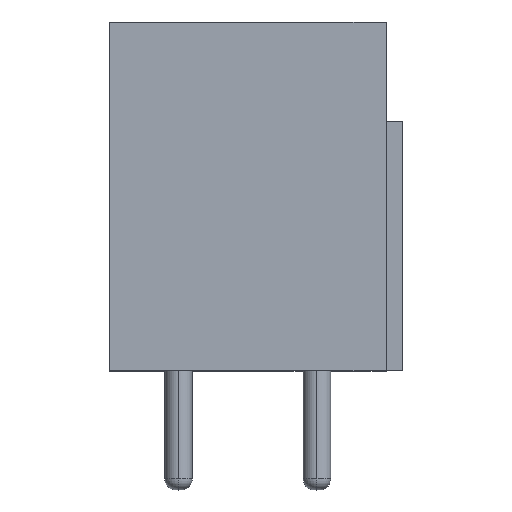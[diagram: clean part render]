
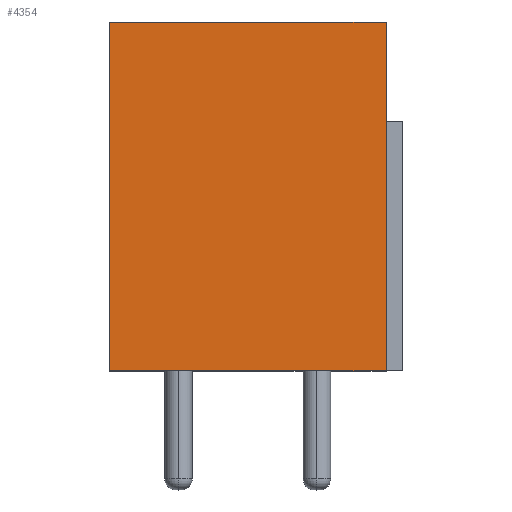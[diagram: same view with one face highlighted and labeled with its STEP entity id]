
A CAD part, top view. The second image highlights one B-rep face of the part: STEP entity #4354.
In plain terms, the highlighted planar face has unit normal (0, 0, 1).
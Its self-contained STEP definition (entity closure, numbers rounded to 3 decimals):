
#88 = LINE ( 'NONE', #1470, #5102 ) ;
#342 = VERTEX_POINT ( 'NONE', #3236 ) ;
#503 = DIRECTION ( 'NONE',  ( -1., 0., 0. ) ) ;
#524 = DIRECTION ( 'NONE',  ( 0., 0., -1. ) ) ;
#558 = CARTESIAN_POINT ( 'NONE',  ( 10., 0., 0. ) ) ;
#613 = VECTOR ( 'NONE', #2263, 1000. ) ;
#835 = EDGE_CURVE ( 'NONE', #342, #3546, #88, .T. ) ;
#934 = PLANE ( 'NONE',  #1496 ) ;
#1137 = ORIENTED_EDGE ( 'NONE', *, *, #1709, .T. ) ;
#1378 = CARTESIAN_POINT ( 'NONE',  ( 10., 0., 0. ) ) ;
#1470 = CARTESIAN_POINT ( 'NONE',  ( 10., 0., 0. ) ) ;
#1496 = AXIS2_PLACEMENT_3D ( 'NONE', #1378, #524, #2939 ) ;
#1517 = ORIENTED_EDGE ( 'NONE', *, *, #4492, .T. ) ;
#1606 = VECTOR ( 'NONE', #3014, 1000. ) ;
#1706 = ORIENTED_EDGE ( 'NONE', *, *, #3999, .F. ) ;
#1709 = EDGE_CURVE ( 'NONE', #342, #3869, #2008, .T. ) ;
#1825 = CARTESIAN_POINT ( 'NONE',  ( 10., 12.6, 0. ) ) ;
#1928 = VERTEX_POINT ( 'NONE', #3882 ) ;
#2008 = LINE ( 'NONE', #1825, #613 ) ;
#2263 = DIRECTION ( 'NONE',  ( -1., 0., 0. ) ) ;
#2540 = LINE ( 'NONE', #4984, #1606 ) ;
#2542 = FACE_OUTER_BOUND ( 'NONE', #4505, .T. ) ;
#2735 = VECTOR ( 'NONE', #503, 1000. ) ;
#2939 = DIRECTION ( 'NONE',  ( -1., 0., 0. ) ) ;
#2997 = DIRECTION ( 'NONE',  ( 0., -1., 0. ) ) ;
#3014 = DIRECTION ( 'NONE',  ( 0., -1., 0. ) ) ;
#3236 = CARTESIAN_POINT ( 'NONE',  ( 10., 12.6, 0. ) ) ;
#3546 = VERTEX_POINT ( 'NONE', #558 ) ;
#3567 = CARTESIAN_POINT ( 'NONE',  ( 0., 12.6, 0. ) ) ;
#3869 = VERTEX_POINT ( 'NONE', #3567 ) ;
#3882 = CARTESIAN_POINT ( 'NONE',  ( 0., 0., 0. ) ) ;
#3999 = EDGE_CURVE ( 'NONE', #3546, #1928, #4208, .T. ) ;
#4208 = LINE ( 'NONE', #4782, #2735 ) ;
#4354 = ADVANCED_FACE ( 'NONE', ( #2542 ), #934, .F. ) ;
#4492 = EDGE_CURVE ( 'NONE', #3869, #1928, #2540, .T. ) ;
#4505 = EDGE_LOOP ( 'NONE', ( #1517, #1706, #4692, #1137 ) ) ;
#4692 = ORIENTED_EDGE ( 'NONE', *, *, #835, .F. ) ;
#4782 = CARTESIAN_POINT ( 'NONE',  ( 10., 0., 0. ) ) ;
#4984 = CARTESIAN_POINT ( 'NONE',  ( 0., 0., 0. ) ) ;
#5102 = VECTOR ( 'NONE', #2997, 1000. ) ;
